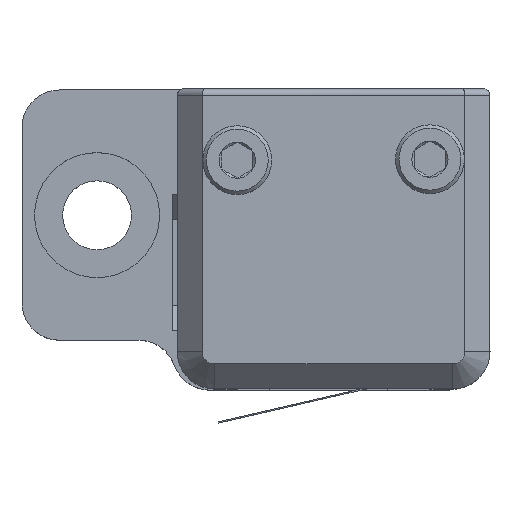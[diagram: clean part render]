
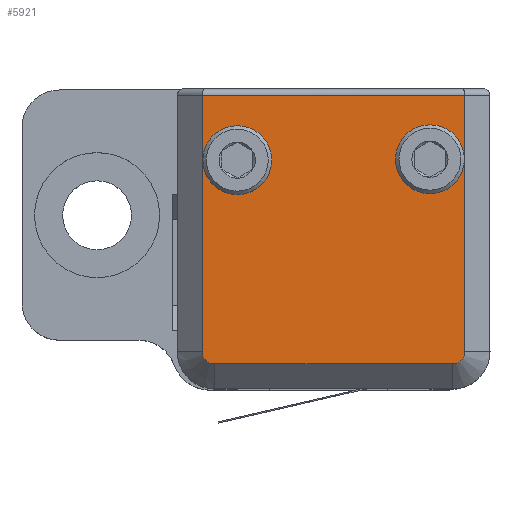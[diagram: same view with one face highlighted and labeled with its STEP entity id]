
A CAD part, top view. The second image highlights one B-rep face of the part: STEP entity #5921.
In plain terms, the highlighted face is planar.
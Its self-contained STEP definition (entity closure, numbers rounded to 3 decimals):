
#567=FACE_BOUND('',#1176,.T.);
#568=FACE_BOUND('',#1177,.T.);
#660=PLANE('',#6410);
#811=FACE_OUTER_BOUND('',#1175,.T.);
#1175=EDGE_LOOP('',(#4355,#4356,#4357,#4358,#4359,#4360));
#1176=EDGE_LOOP('',(#4361));
#1177=EDGE_LOOP('',(#4362));
#1592=LINE('',#8630,#1966);
#1602=LINE('',#8656,#1976);
#1621=LINE('',#8711,#1995);
#1626=LINE('',#8724,#2000);
#1966=VECTOR('',#7228,10.);
#1976=VECTOR('',#7254,10.);
#1995=VECTOR('',#7299,10.);
#2000=VECTOR('',#7312,10.);
#2226=CIRCLE('',#6403,1.);
#2228=CIRCLE('',#6407,1.);
#2230=CIRCLE('',#6411,1.675);
#2231=CIRCLE('',#6412,1.675);
#2483=VERTEX_POINT('',#8628);
#2484=VERTEX_POINT('',#8629);
#2492=VERTEX_POINT('',#8654);
#2513=VERTEX_POINT('',#8703);
#2515=VERTEX_POINT('',#8709);
#2519=VERTEX_POINT('',#8719);
#2520=VERTEX_POINT('',#8727);
#2521=VERTEX_POINT('',#8729);
#3156=EDGE_CURVE('',#2483,#2484,#1592,.T.);
#3170=EDGE_CURVE('',#2492,#2483,#1602,.T.);
#3194=EDGE_CURVE('',#2513,#2492,#2226,.T.);
#3197=EDGE_CURVE('',#2515,#2513,#1621,.T.);
#3202=EDGE_CURVE('',#2519,#2515,#2228,.T.);
#3204=EDGE_CURVE('',#2484,#2519,#1626,.T.);
#3206=EDGE_CURVE('',#2520,#2520,#2230,.T.);
#3207=EDGE_CURVE('',#2521,#2521,#2231,.T.);
#4355=ORIENTED_EDGE('',*,*,#3156,.F.);
#4356=ORIENTED_EDGE('',*,*,#3170,.F.);
#4357=ORIENTED_EDGE('',*,*,#3194,.F.);
#4358=ORIENTED_EDGE('',*,*,#3197,.F.);
#4359=ORIENTED_EDGE('',*,*,#3202,.F.);
#4360=ORIENTED_EDGE('',*,*,#3204,.F.);
#4361=ORIENTED_EDGE('',*,*,#3206,.T.);
#4362=ORIENTED_EDGE('',*,*,#3207,.T.);
#5921=ADVANCED_FACE('',(#811,#567,#568),#660,.T.);
#6403=AXIS2_PLACEMENT_3D('',#8705,#7292,#7293);
#6407=AXIS2_PLACEMENT_3D('',#8721,#7306,#7307);
#6410=AXIS2_PLACEMENT_3D('',#8726,#7314,#7315);
#6411=AXIS2_PLACEMENT_3D('',#8728,#7316,#7317);
#6412=AXIS2_PLACEMENT_3D('',#8730,#7318,#7319);
#7228=DIRECTION('',(-1.,0.,0.));
#7254=DIRECTION('',(0.,1.,0.));
#7292=DIRECTION('center_axis',(0.,0.,
1.));
#7293=DIRECTION('ref_axis',(1.,0.,0.));
#7299=DIRECTION('',(1.,0.,0.));
#7306=DIRECTION('center_axis',(0.,0.,
1.));
#7307=DIRECTION('ref_axis',(0.,-1.,0.));
#7312=DIRECTION('',(0.,-1.,0.));
#7314=DIRECTION('center_axis',(0.,0.,
-1.));
#7315=DIRECTION('ref_axis',(-1.,0.,0.));
#7316=DIRECTION('center_axis',(0.,0.,
1.));
#7317=DIRECTION('ref_axis',(-1.,0.,0.));
#7318=DIRECTION('center_axis',(0.,0.,
1.));
#7319=DIRECTION('ref_axis',(-1.,0.,0.));
#8628=CARTESIAN_POINT('',(-14.451,-134.772,2.));
#8629=CARTESIAN_POINT('',(-35.451,-134.772,2.));
#8630=CARTESIAN_POINT('',(-31.201,-134.772,2.));
#8654=CARTESIAN_POINT('',(-14.451,-155.254,2.));
#8656=CARTESIAN_POINT('',(-14.451,-140.267,2.));
#8703=CARTESIAN_POINT('',(-15.451,-156.254,2.));
#8705=CARTESIAN_POINT('Origin',(-15.451,-155.254,2.));
#8709=CARTESIAN_POINT('',(-34.451,-156.254,2.));
#8711=CARTESIAN_POINT('',(-20.201,-156.254,2.));
#8719=CARTESIAN_POINT('',(-35.451,-155.254,2.));
#8721=CARTESIAN_POINT('Origin',(-34.451,-155.254,2.));
#8724=CARTESIAN_POINT('',(-35.451,-150.758,2.));
#8726=CARTESIAN_POINT('Origin',(-24.951,-146.263,2.));
#8727=CARTESIAN_POINT('',(-30.977,-139.9,2.));
#8728=CARTESIAN_POINT('Origin',(-32.652,-139.9,2.));
#8729=CARTESIAN_POINT('',(-15.575,-139.975,2.));
#8730=CARTESIAN_POINT('Origin',(-17.25,-139.975,2.));
